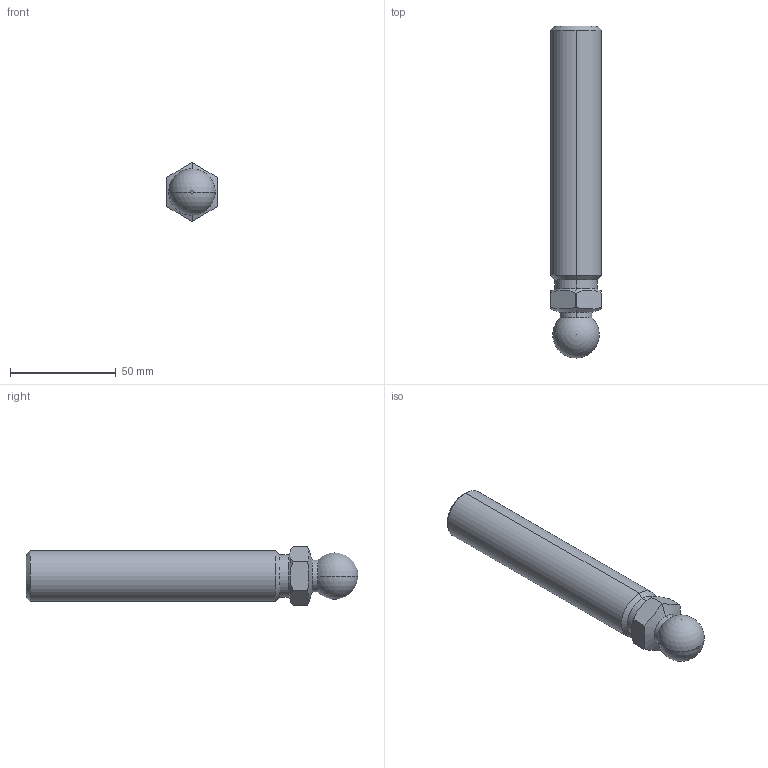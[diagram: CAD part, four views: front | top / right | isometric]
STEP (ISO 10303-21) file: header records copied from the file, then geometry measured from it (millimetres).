
FILE_DESCRIPTION (( 'STEP AP214' ), '1' );
FILE_NAME ('098cm24125e.STEP', '2014-08-12T08:06:23', ( '' ), ( '' ), 'SwSTEP 2.0', 'SolidWorks 2014', '' );
FILE_SCHEMA (( 'AUTOMOTIVE_DESIGN' ));
Length unit declared in the file: millimetre
Products named in the file (1): 098cm24125e
Bounding box: 24 x 157.03 x 27.7 mm (x, y, z)
Volume: 66238.4 mm3; surface area: 12402.5 mm2
Topology: 1 solids, 1 shells, 39 faces, 102 edges, 64 vertices
Faces by surface type: cylinder 13, cone 13, plane 9, sphere 2, torus 2
Entity records: 1312 total; most frequent: CARTESIAN_POINT 320, DIRECTION 206, ORIENTED_EDGE 194, EDGE_CURVE 97, AXIS2_PLACEMENT_3D 87, VERTEX_POINT 61, CIRCLE 47, EDGE_LOOP 40
